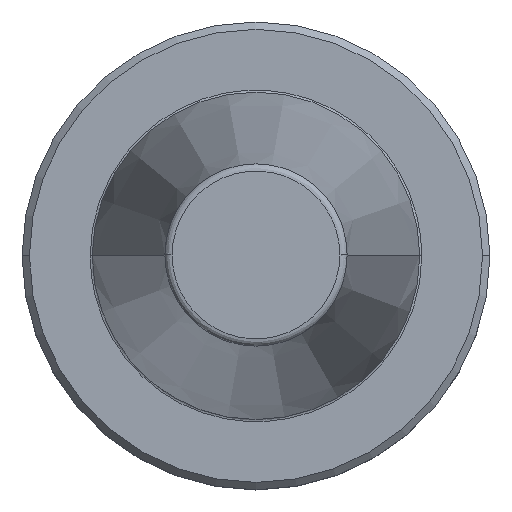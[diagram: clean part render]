
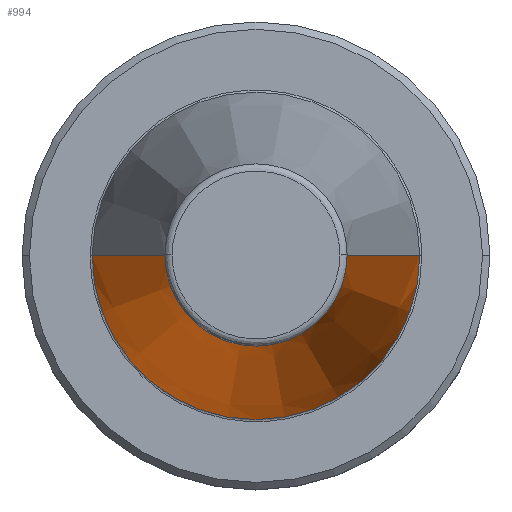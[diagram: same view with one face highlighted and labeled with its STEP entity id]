
A CAD part, top view. The second image highlights one B-rep face of the part: STEP entity #994.
In plain terms, the highlighted conical face has half-angle 8.297 degrees and reference radius 22.225 mm.
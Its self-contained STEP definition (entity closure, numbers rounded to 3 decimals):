
#18 = CARTESIAN_POINT ( 'NONE',  ( -22.225, 0., 0. ) ) ;
#25 = CARTESIAN_POINT ( 'NONE',  ( 0., 0., 0. ) ) ;
#84 = DIRECTION ( 'NONE',  ( 1., 0., 0. ) ) ;
#97 = VECTOR ( 'NONE', #1418, 1000. ) ;
#117 = DIRECTION ( 'NONE',  ( -1., 0., 0. ) ) ;
#198 = CARTESIAN_POINT ( 'NONE',  ( 22.225, 0., 0. ) ) ;
#257 = EDGE_LOOP ( 'NONE', ( #480, #590, #608, #678 ) ) ;
#388 = CARTESIAN_POINT ( 'NONE',  ( -22.225, 0., 0. ) ) ;
#427 = EDGE_CURVE ( 'NONE', #546, #585, #971, .T. ) ;
#441 = CIRCLE ( 'NONE', #887, 22.225 ) ;
#447 = DIRECTION ( 'NONE',  ( 0.144, 0., -0.99 ) ) ;
#465 = LINE ( 'NONE', #18, #97 ) ;
#474 = EDGE_CURVE ( 'NONE', #546, #807, #858, .T. ) ;
#480 = ORIENTED_EDGE ( 'NONE', *, *, #474, .F. ) ;
#532 = EDGE_CURVE ( 'NONE', #585, #1283, #465, .T. ) ;
#546 = VERTEX_POINT ( 'NONE', #815 ) ;
#582 = DIRECTION ( 'NONE',  ( -1., 0., 0. ) ) ;
#585 = VERTEX_POINT ( 'NONE', #620 ) ;
#590 = ORIENTED_EDGE ( 'NONE', *, *, #427, .T. ) ;
#607 = AXIS2_PLACEMENT_3D ( 'NONE', #25, #1175, #582 ) ;
#608 = ORIENTED_EDGE ( 'NONE', *, *, #532, .T. ) ;
#620 = CARTESIAN_POINT ( 'NONE',  ( -12.375, 0., 67.544 ) ) ;
#662 = FACE_OUTER_BOUND ( 'NONE', #257, .T. ) ;
#678 = ORIENTED_EDGE ( 'NONE', *, *, #773, .F. ) ;
#759 = DIRECTION ( 'NONE',  ( 0., 0., -1. ) ) ;
#773 = EDGE_CURVE ( 'NONE', #807, #1283, #441, .T. ) ;
#797 = DIRECTION ( 'NONE',  ( 0., 0., -1. ) ) ;
#807 = VERTEX_POINT ( 'NONE', #198 ) ;
#813 = CONICAL_SURFACE ( 'NONE', #607, 22.225, 0.145 ) ;
#815 = CARTESIAN_POINT ( 'NONE',  ( 12.375, 0., 67.544 ) ) ;
#854 = VECTOR ( 'NONE', #447, 1000. ) ;
#858 = LINE ( 'NONE', #921, #854 ) ;
#887 = AXIS2_PLACEMENT_3D ( 'NONE', #1476, #759, #84 ) ;
#921 = CARTESIAN_POINT ( 'NONE',  ( 22.225, 0., 0. ) ) ;
#971 = CIRCLE ( 'NONE', #977, 12.375 ) ;
#977 = AXIS2_PLACEMENT_3D ( 'NONE', #1504, #797, #117 ) ;
#994 = ADVANCED_FACE ( 'NONE', ( #662 ), #813, .T. ) ;
#1175 = DIRECTION ( 'NONE',  ( 0., 0., -1. ) ) ;
#1283 = VERTEX_POINT ( 'NONE', #388 ) ;
#1418 = DIRECTION ( 'NONE',  ( -0.144, 0., -0.99 ) ) ;
#1476 = CARTESIAN_POINT ( 'NONE',  ( 0., 0., 0. ) ) ;
#1504 = CARTESIAN_POINT ( 'NONE',  ( 0., 0., 67.544 ) ) ;
